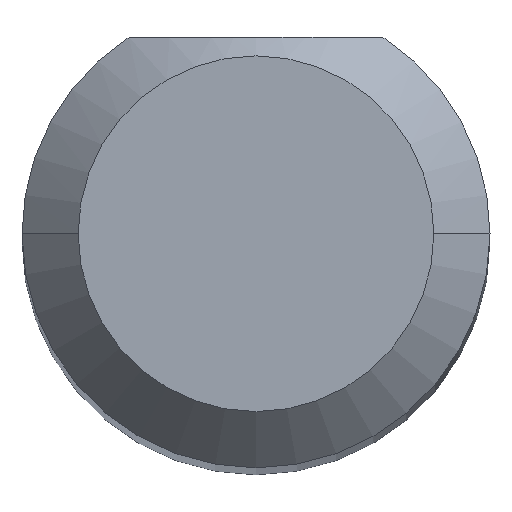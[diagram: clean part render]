
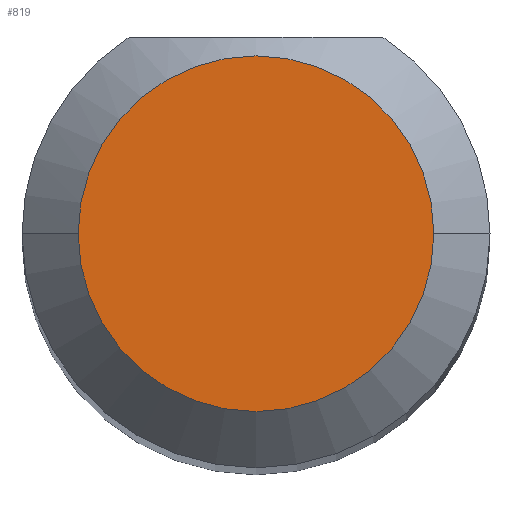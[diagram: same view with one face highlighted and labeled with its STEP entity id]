
A CAD part, top view. The second image highlights one B-rep face of the part: STEP entity #819.
In plain terms, the highlighted planar face has unit normal (0, 0, 1).
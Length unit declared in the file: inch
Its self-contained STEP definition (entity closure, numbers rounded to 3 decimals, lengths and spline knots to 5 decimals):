
#81 = PLANE ( 'NONE',  #110 ) ;
#110 = AXIS2_PLACEMENT_3D ( 'NONE', #595, #173, #949 ) ;
#117 = EDGE_LOOP ( 'NONE', ( #666, #341 ) ) ;
#122 = VERTEX_POINT ( 'NONE', #643 ) ;
#123 = DIRECTION ( 'NONE',  ( 1., 0., 0. ) ) ;
#147 = AXIS2_PLACEMENT_3D ( 'NONE', #533, #378, #556 ) ;
#173 = DIRECTION ( 'NONE',  ( 0., 0., 1. ) ) ;
#178 = EDGE_CURVE ( 'NONE', #122, #555, #599, .T. ) ;
#226 = EDGE_CURVE ( 'NONE', #555, #122, #545, .T. ) ;
#305 = DIRECTION ( 'NONE',  ( 0., 0., 1. ) ) ;
#341 = ORIENTED_EDGE ( 'NONE', *, *, #178, .T. ) ;
#378 = DIRECTION ( 'NONE',  ( 0., 0., 1. ) ) ;
#533 = CARTESIAN_POINT ( 'NONE',  ( 0., 0., 1.5 ) ) ;
#545 = CIRCLE ( 'NONE', #594, 0.0475 ) ;
#555 = VERTEX_POINT ( 'NONE', #981 ) ;
#556 = DIRECTION ( 'NONE',  ( 1., 0., 0. ) ) ;
#594 = AXIS2_PLACEMENT_3D ( 'NONE', #732, #305, #123 ) ;
#595 = CARTESIAN_POINT ( 'NONE',  ( 0., 0., 1.5 ) ) ;
#599 = CIRCLE ( 'NONE', #147, 0.0475 ) ;
#643 = CARTESIAN_POINT ( 'NONE',  ( 0.0475, 0., 1.5 ) ) ;
#666 = ORIENTED_EDGE ( 'NONE', *, *, #226, .T. ) ;
#732 = CARTESIAN_POINT ( 'NONE',  ( 0., 0., 1.5 ) ) ;
#819 = ADVANCED_FACE ( 'NONE', ( #856 ), #81, .T. ) ;
#856 = FACE_OUTER_BOUND ( 'NONE', #117, .T. ) ;
#949 = DIRECTION ( 'NONE',  ( 1., 0., 0. ) ) ;
#981 = CARTESIAN_POINT ( 'NONE',  ( -0.0475, 0., 1.5 ) ) ;
